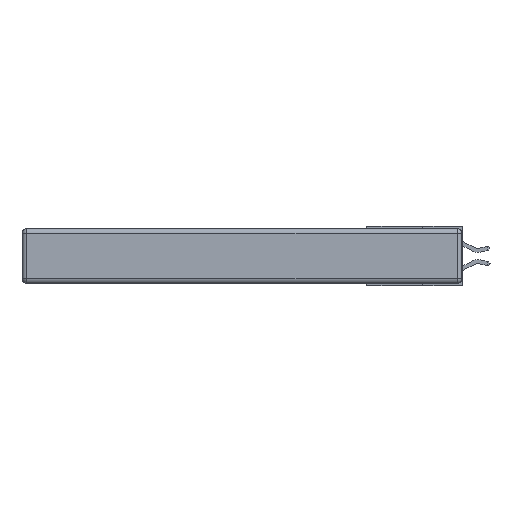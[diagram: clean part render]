
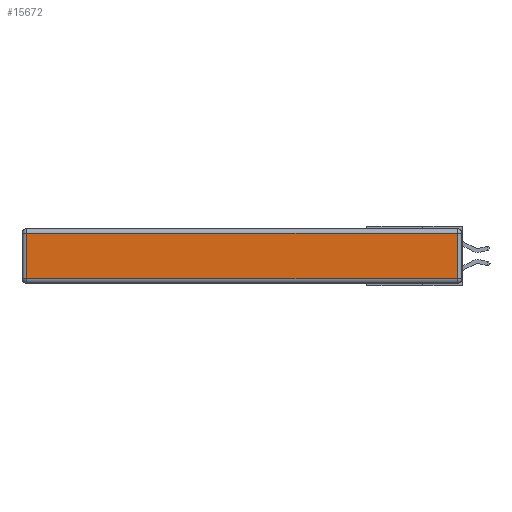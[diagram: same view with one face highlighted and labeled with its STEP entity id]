
A CAD part, left-side view. The second image highlights one B-rep face of the part: STEP entity #15672.
In plain terms, the highlighted planar face has unit normal (-1, 0, 0).
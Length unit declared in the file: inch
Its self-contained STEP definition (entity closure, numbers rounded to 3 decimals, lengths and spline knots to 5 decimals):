
#1601 = VECTOR ( 'NONE', #18464, 39.37008 ) ;
#2004 = VERTEX_POINT ( 'NONE', #11216 ) ;
#2247 = VERTEX_POINT ( 'NONE', #14428 ) ;
#4690 = EDGE_CURVE ( 'NONE', #2004, #2247, #5430, .T. ) ;
#4726 = VECTOR ( 'NONE', #22691, 39.37008 ) ;
#4762 = LINE ( 'NONE', #25621, #16058 ) ;
#5408 = CARTESIAN_POINT ( 'NONE',  ( 0., 0., -0.343 ) ) ;
#5430 = LINE ( 'NONE', #20998, #1601 ) ;
#6485 = VECTOR ( 'NONE', #22427, 39.37008 ) ;
#6676 = CARTESIAN_POINT ( 'NONE',  ( 0., 0., -0.313 ) ) ;
#7387 = DIRECTION ( 'NONE',  ( 0., 0., 1. ) ) ;
#7781 = DIRECTION ( 'NONE',  ( -1., 0., 0. ) ) ;
#8383 = EDGE_LOOP ( 'NONE', ( #26236, #23503, #8770, #27949 ) ) ;
#8770 = ORIENTED_EDGE ( 'NONE', *, *, #25460, .T. ) ;
#11216 = CARTESIAN_POINT ( 'NONE',  ( 0., 2.72, -0.03 ) ) ;
#11300 = FACE_OUTER_BOUND ( 'NONE', #8383, .T. ) ;
#12107 = CARTESIAN_POINT ( 'NONE',  ( 0., 0.03, -0.313 ) ) ;
#13213 = LINE ( 'NONE', #6676, #4726 ) ;
#14428 = CARTESIAN_POINT ( 'NONE',  ( 0., 2.72, -0.313 ) ) ;
#14614 = PLANE ( 'NONE',  #25967 ) ;
#15672 = ADVANCED_FACE ( 'NONE', ( #11300 ), #14614, .T. ) ;
#16058 = VECTOR ( 'NONE', #16593, 39.37008 ) ;
#16593 = DIRECTION ( 'NONE',  ( 0., 1., 0. ) ) ;
#18464 = DIRECTION ( 'NONE',  ( 0., 0., -1. ) ) ;
#20998 = CARTESIAN_POINT ( 'NONE',  ( 0., 2.72, -0.343 ) ) ;
#22032 = VERTEX_POINT ( 'NONE', #12107 ) ;
#22338 = CARTESIAN_POINT ( 'NONE',  ( 0., 0.03, -0.343 ) ) ;
#22427 = DIRECTION ( 'NONE',  ( 0., 0., 1. ) ) ;
#22691 = DIRECTION ( 'NONE',  ( 0., -1., 0. ) ) ;
#23503 = ORIENTED_EDGE ( 'NONE', *, *, #25636, .T. ) ;
#23954 = CARTESIAN_POINT ( 'NONE',  ( 0., 0.03, -0.03 ) ) ;
#24029 = EDGE_CURVE ( 'NONE', #2247, #22032, #13213, .T. ) ;
#24791 = LINE ( 'NONE', #22338, #6485 ) ;
#24868 = VERTEX_POINT ( 'NONE', #23954 ) ;
#25460 = EDGE_CURVE ( 'NONE', #24868, #2004, #4762, .T. ) ;
#25621 = CARTESIAN_POINT ( 'NONE',  ( 0., 2.75, -0.03 ) ) ;
#25636 = EDGE_CURVE ( 'NONE', #22032, #24868, #24791, .T. ) ;
#25967 = AXIS2_PLACEMENT_3D ( 'NONE', #5408, #7781, #7387 ) ;
#26236 = ORIENTED_EDGE ( 'NONE', *, *, #24029, .T. ) ;
#27949 = ORIENTED_EDGE ( 'NONE', *, *, #4690, .T. ) ;
